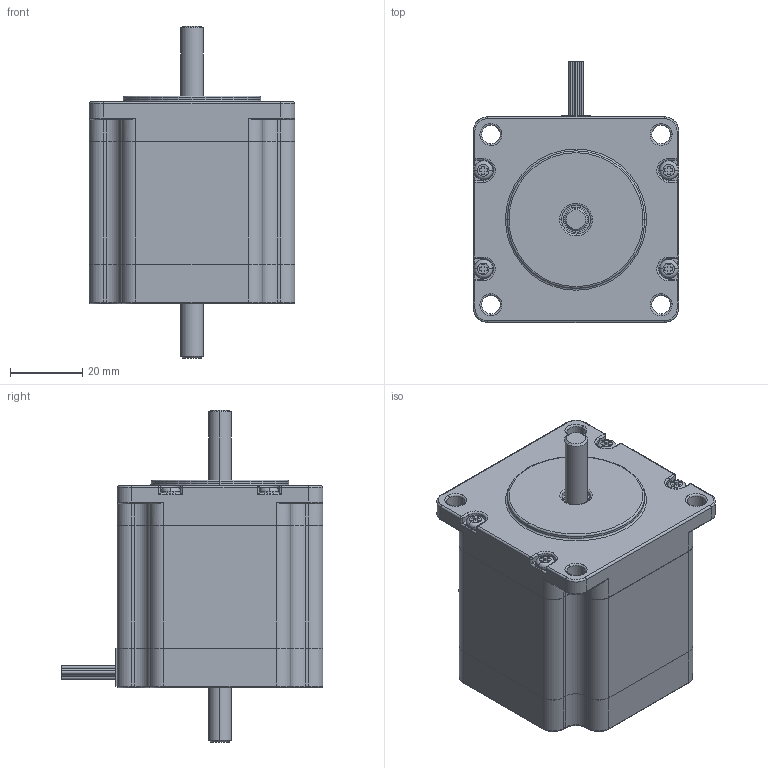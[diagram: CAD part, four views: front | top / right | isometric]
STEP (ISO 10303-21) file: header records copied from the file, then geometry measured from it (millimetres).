
FILE_DESCRIPTION (( 'STEP AP214' ), '1' );
FILE_NAME ('23HS22-3008D.STEP', '2018-03-06T05:47:10', ( '' ), ( '' ), 'SwSTEP 2.0', 'SolidWorks 2014', '' );
FILE_SCHEMA (( 'AUTOMOTIVE_DESIGN' ));
Length unit declared in the file: millimetre
Products named in the file (1): 23HS22-3008D
Bounding box: 57 x 72.5 x 92 mm (x, y, z)
Volume: 167094.2 mm3; surface area: 20436.1 mm2
Topology: 10 solids, 10 shells, 484 faces, 1196 edges, 730 vertices
Faces by surface type: cylinder 204, plane 167, torus 52, bspline 32, cone 21, sphere 8
Entity records: 21157 total; most frequent: CARTESIAN_POINT 4280, DIRECTION 2475, ORIENTED_EDGE 2342, EDGE_CURVE 1171, AXIS2_PLACEMENT_3D 928, VERTEX_POINT 730, VECTOR 619, LINE 619
